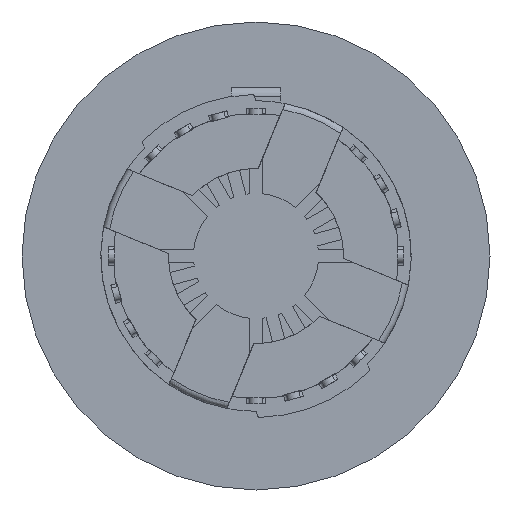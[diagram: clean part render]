
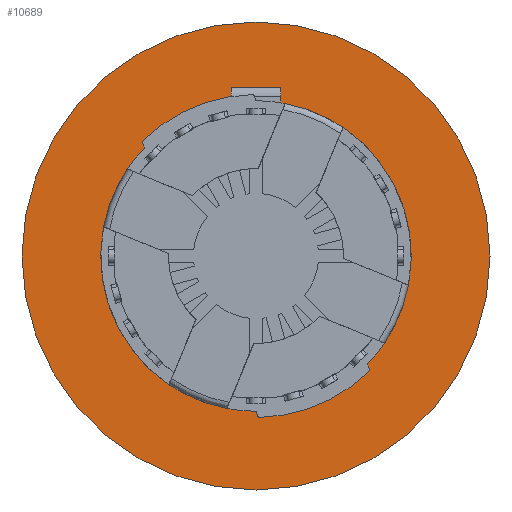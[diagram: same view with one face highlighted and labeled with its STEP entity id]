
A CAD part, front view. The second image highlights one B-rep face of the part: STEP entity #10689.
In plain terms, the highlighted planar face has unit normal (0, -1, 0).
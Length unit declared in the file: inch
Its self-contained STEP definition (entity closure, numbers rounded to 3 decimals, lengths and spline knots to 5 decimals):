
#4032=ORIENTED_EDGE('',*,*,#6418,.T.);
#6418=EDGE_CURVE('',#7755,#7755,#8560,.T.);
#7755=VERTEX_POINT('',#17375);
#8560=CIRCLE('',#11697,0.374);
#9075=EDGE_LOOP('',(#4032));
#9714=FACE_BOUND('',#9075,.T.);
#10209=PLANE('',#11698);
#10689=ADVANCED_FACE('',(#9714),#10209,.F.);
#11697=AXIS2_PLACEMENT_3D('',#17374,#13742,#13743);
#11698=AXIS2_PLACEMENT_3D('',#17376,#13744,#13745);
#13742=DIRECTION('',(0.,-1.,0.));
#13743=DIRECTION('',(0.,0.,-1.));
#13744=DIRECTION('',(0.,1.,0.));
#13745=DIRECTION('',(0.,0.,1.));
#17374=CARTESIAN_POINT('',(0.,0.,0.));
#17375=CARTESIAN_POINT('',(0.,0.,-0.374));
#17376=CARTESIAN_POINT('',(0.374,0.,0.));
